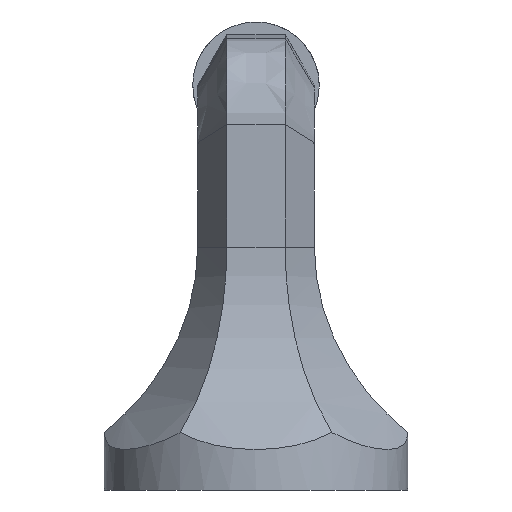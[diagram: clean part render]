
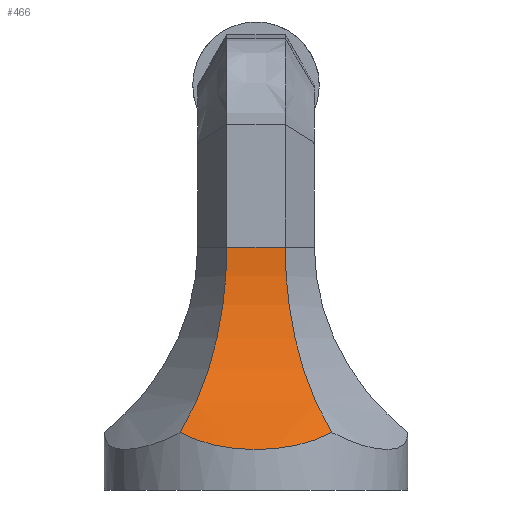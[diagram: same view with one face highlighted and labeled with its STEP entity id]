
A CAD part, front view. The second image highlights one B-rep face of the part: STEP entity #466.
In plain terms, the highlighted cylindrical face has radius 50 mm (diameter 100 mm), a partial arc.
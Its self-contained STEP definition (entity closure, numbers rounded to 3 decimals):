
#63 = CARTESIAN_POINT ( 'NONE',  ( -10., 48., 5.774 ) ) ;
#67 = CARTESIAN_POINT ( 'NONE',  ( -10., 33.89, 5.774 ) ) ;
#73 = CARTESIAN_POINT ( 'NONE',  ( -25.981, 11.357, 15. ) ) ;
#78 = CARTESIAN_POINT ( 'NONE',  ( -15.64, 20.957, 9.03 ) ) ;
#285 = B_SPLINE_CURVE_WITH_KNOTS ( 'NONE', 3,
 ( #849, #868, #808, #803, #795, #786, #766, #755, #747, #730, #724, #722, #717, #710, #706, #701, #691, #686, #683, #678, #672, #669, #664, #650, #637, #628 ),
 .UNSPECIFIED., .F., .F.,
 ( 4, 2, 2, 2, 2, 2, 2, 2, 2, 2, 2, 2, 4 ),
 ( 0.003, 0.007, 0.009, 0.011, 0.015, 0.017, 0.019, 0.024, 0.026, 0.028, 0.032, 0.034, 0.036 ),
 .UNSPECIFIED. ) ;
#439 = VERTEX_POINT ( 'NONE', #1033 ) ;
#448 = CARTESIAN_POINT ( 'NONE',  ( -10., 48., -5.774 ) ) ;
#462 = EDGE_CURVE ( 'NONE', #1323, #1471, #285, .T. ) ;
#466 = ADVANCED_FACE ( 'NONE', ( #1177 ), #1452, .F. ) ;
#489 =( BOUNDED_CURVE ( )  B_SPLINE_CURVE ( 3, ( #1035, #1032, #1026, #1025 ),
 .UNSPECIFIED., .F., .T. ) 
 B_SPLINE_CURVE_WITH_KNOTS ( ( 4, 4 ),
 ( 5.461, 6.283 ),
 .UNSPECIFIED. ) 
 CURVE ( )  GEOMETRIC_REPRESENTATION_ITEM ( )  RATIONAL_B_SPLINE_CURVE ( ( 1., 0.944, 0.944, 1. ) ) 
 REPRESENTATION_ITEM ( '' )  );
#531 = VERTEX_POINT ( 'NONE', #448 ) ;
#532 = CARTESIAN_POINT ( 'NONE',  ( -25.981, 11.357, -15. ) ) ;
#602 = ORIENTED_EDGE ( 'NONE', *, *, #462, .F. ) ;
#605 = CARTESIAN_POINT ( 'NONE',  ( -60., 48., -38.482 ) ) ;
#617 = DIRECTION ( 'NONE',  ( 0., 0., 1. ) ) ;
#628 = CARTESIAN_POINT ( 'NONE',  ( -25.981, 11.357, -15. ) ) ;
#635 = EDGE_CURVE ( 'NONE', #1323, #439, #1322, .T. ) ;
#637 = CARTESIAN_POINT ( 'NONE',  ( -26.287, 11.073, -14.47 ) ) ;
#650 = CARTESIAN_POINT ( 'NONE',  ( -26.581, 10.807, -13.922 ) ) ;
#664 = CARTESIAN_POINT ( 'NONE',  ( -27.143, 10.31, -12.793 ) ) ;
#669 = CARTESIAN_POINT ( 'NONE',  ( -27.411, 10.078, -12.209 ) ) ;
#672 = CARTESIAN_POINT ( 'NONE',  ( -28.157, 9.445, -10.431 ) ) ;
#678 = CARTESIAN_POINT ( 'NONE',  ( -28.583, 9.1, -9.205 ) ) ;
#683 = CARTESIAN_POINT ( 'NONE',  ( -29.105, 8.686, -7.302 ) ) ;
#684 = ORIENTED_EDGE ( 'NONE', *, *, #1279, .F. ) ;
#686 = CARTESIAN_POINT ( 'NONE',  ( -29.26, 8.566, -6.657 ) ) ;
#691 = CARTESIAN_POINT ( 'NONE',  ( -29.527, 8.359, -5.346 ) ) ;
#701 = CARTESIAN_POINT ( 'NONE',  ( -29.641, 8.272, -4.678 ) ) ;
#706 = CARTESIAN_POINT ( 'NONE',  ( -29.911, 8.067, -2.677 ) ) ;
#710 = CARTESIAN_POINT ( 'NONE',  ( -30., 8., -1.339 ) ) ;
#717 = CARTESIAN_POINT ( 'NONE',  ( -30., 8., 0.677 ) ) ;
#722 = CARTESIAN_POINT ( 'NONE',  ( -29.977, 8.017, 1.35 ) ) ;
#724 = CARTESIAN_POINT ( 'NONE',  ( -29.886, 8.086, 2.699 ) ) ;
#730 = CARTESIAN_POINT ( 'NONE',  ( -29.817, 8.138, 3.377 ) ) ;
#747 = CARTESIAN_POINT ( 'NONE',  ( -29.545, 8.345, 5.377 ) ) ;
#755 = CARTESIAN_POINT ( 'NONE',  ( -29.277, 8.55, 6.677 ) ) ;
#766 = CARTESIAN_POINT ( 'NONE',  ( -28.755, 8.964, 8.577 ) ) ;
#786 = CARTESIAN_POINT ( 'NONE',  ( -28.561, 9.12, 9.203 ) ) ;
#795 = CARTESIAN_POINT ( 'NONE',  ( -28.134, 9.469, 10.437 ) ) ;
#803 = CARTESIAN_POINT ( 'NONE',  ( -27.899, 9.664, 11.048 ) ) ;
#808 = CARTESIAN_POINT ( 'NONE',  ( -27.15, 10.3, 12.827 ) ) ;
#849 = CARTESIAN_POINT ( 'NONE',  ( -25.981, 11.357, 15. ) ) ;
#852 = DIRECTION ( 'NONE',  ( -1., 0., 0. ) ) ;
#868 = CARTESIAN_POINT ( 'NONE',  ( -26.59, 10.792, 13.945 ) ) ;
#944 = CARTESIAN_POINT ( 'NONE',  ( -25.981, 11.357, 15. ) ) ;
#1025 = CARTESIAN_POINT ( 'NONE',  ( -10., 48., -5.774 ) ) ;
#1026 = CARTESIAN_POINT ( 'NONE',  ( -10., 33.89, -5.774 ) ) ;
#1032 = CARTESIAN_POINT ( 'NONE',  ( -15.64, 20.957, -9.03 ) ) ;
#1033 = CARTESIAN_POINT ( 'NONE',  ( -10., 48., 5.774 ) ) ;
#1035 = CARTESIAN_POINT ( 'NONE',  ( -25.981, 11.357, -15. ) ) ;
#1037 = EDGE_LOOP ( 'NONE', ( #602, #1602, #1108, #684 ) ) ;
#1051 = LINE ( 'NONE', #1277, #1347 ) ;
#1108 = ORIENTED_EDGE ( 'NONE', *, *, #1121, .F. ) ;
#1121 = EDGE_CURVE ( 'NONE', #531, #439, #1051, .T. ) ;
#1177 = FACE_OUTER_BOUND ( 'NONE', #1037, .T. ) ;
#1270 = DIRECTION ( 'NONE',  ( 0., 0., 1. ) ) ;
#1277 = CARTESIAN_POINT ( 'NONE',  ( -10., 48., -38.482 ) ) ;
#1279 = EDGE_CURVE ( 'NONE', #1471, #531, #489, .T. ) ;
#1314 = AXIS2_PLACEMENT_3D ( 'NONE', #605, #617, #852 ) ;
#1322 =( BOUNDED_CURVE ( )  B_SPLINE_CURVE ( 3, ( #73, #78, #67, #63 ),
 .UNSPECIFIED., .F., .F. ) 
 B_SPLINE_CURVE_WITH_KNOTS ( ( 4, 4 ),
 ( 5.461, 6.283 ),
 .UNSPECIFIED. ) 
 CURVE ( )  GEOMETRIC_REPRESENTATION_ITEM ( )  RATIONAL_B_SPLINE_CURVE ( ( 1., 0.944, 0.944, 1. ) ) 
 REPRESENTATION_ITEM ( '' )  );
#1323 = VERTEX_POINT ( 'NONE', #944 ) ;
#1347 = VECTOR ( 'NONE', #1270, 1000. ) ;
#1452 = CYLINDRICAL_SURFACE ( 'NONE', #1314, 50. ) ;
#1471 = VERTEX_POINT ( 'NONE', #532 ) ;
#1602 = ORIENTED_EDGE ( 'NONE', *, *, #635, .T. ) ;
